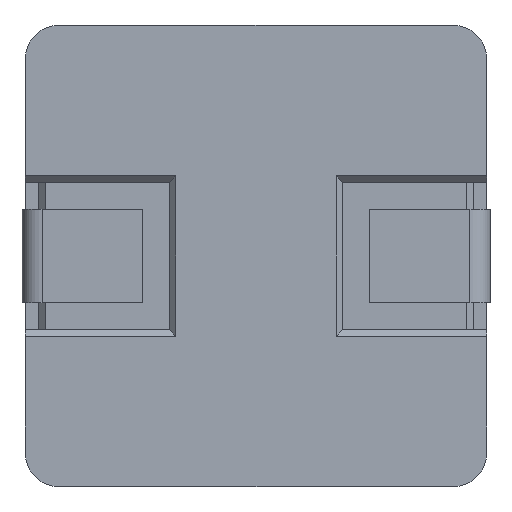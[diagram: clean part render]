
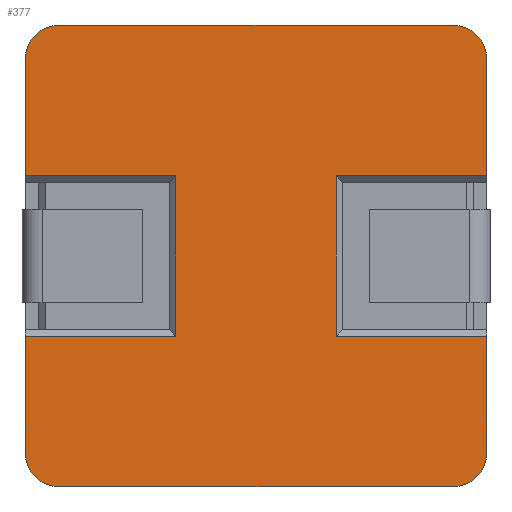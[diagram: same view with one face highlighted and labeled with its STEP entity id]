
A CAD part, front view. The second image highlights one B-rep face of the part: STEP entity #377.
In plain terms, the highlighted planar face has unit normal (0, -1, 0).
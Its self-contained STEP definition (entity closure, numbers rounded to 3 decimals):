
#17 = VERTEX_POINT ( 'NONE', #6842 ) ;
#195 = DIRECTION ( 'NONE',  ( 1., 0., 0. ) ) ;
#204 = DIRECTION ( 'NONE',  ( 0., 0., 1. ) ) ;
#309 = VERTEX_POINT ( 'NONE', #4854 ) ;
#316 = CARTESIAN_POINT ( 'NONE',  ( 0., 0.2, 1.2 ) ) ;
#326 = CARTESIAN_POINT ( 'NONE',  ( -2.95, 0.2, -3.45 ) ) ;
#377 = ADVANCED_FACE ( 'NONE', ( #2118 ), #1120, .F. ) ;
#393 = LINE ( 'NONE', #2682, #531 ) ;
#492 = CARTESIAN_POINT ( 'NONE',  ( -3.45, 0.2, 2.95 ) ) ;
#507 = CARTESIAN_POINT ( 'NONE',  ( -3.45, 0.2, -3.45 ) ) ;
#526 = EDGE_CURVE ( 'NONE', #8561, #8193, #2294, .T. ) ;
#531 = VECTOR ( 'NONE', #1342, 1000. ) ;
#737 = VERTEX_POINT ( 'NONE', #7239 ) ;
#779 = CARTESIAN_POINT ( 'NONE',  ( 3.45, 0.2, -2.95 ) ) ;
#814 = CARTESIAN_POINT ( 'NONE',  ( 3.45, 0.2, 2.95 ) ) ;
#922 = EDGE_CURVE ( 'NONE', #17, #8546, #4833, .T. ) ;
#1022 = VECTOR ( 'NONE', #4955, 1000. ) ;
#1038 = CARTESIAN_POINT ( 'NONE',  ( 3.45, 0.2, 1.2 ) ) ;
#1116 = CARTESIAN_POINT ( 'NONE',  ( 2.95, 0.2, 3.45 ) ) ;
#1120 = PLANE ( 'NONE',  #1168 ) ;
#1160 = CARTESIAN_POINT ( 'NONE',  ( -1.2, 0.2, 0. ) ) ;
#1168 = AXIS2_PLACEMENT_3D ( 'NONE', #7160, #6584, #7953 ) ;
#1290 = EDGE_CURVE ( 'NONE', #2556, #8855, #7912, .T. ) ;
#1306 = EDGE_CURVE ( 'NONE', #8731, #6913, #4651, .T. ) ;
#1329 = CARTESIAN_POINT ( 'NONE',  ( 3.45, 0.2, -3.45 ) ) ;
#1342 = DIRECTION ( 'NONE',  ( 0., 0., -1. ) ) ;
#1367 = CIRCLE ( 'NONE', #3822, 0.5 ) ;
#1472 = CARTESIAN_POINT ( 'NONE',  ( -3.45, 0.2, -2.95 ) ) ;
#1509 = VECTOR ( 'NONE', #4456, 1000. ) ;
#1586 = VERTEX_POINT ( 'NONE', #5532 ) ;
#1624 = VECTOR ( 'NONE', #3364, 1000. ) ;
#1644 = LINE ( 'NONE', #6788, #1624 ) ;
#1679 = LINE ( 'NONE', #6790, #1810 ) ;
#1712 = VERTEX_POINT ( 'NONE', #1038 ) ;
#1715 = VECTOR ( 'NONE', #3884, 1000. ) ;
#1810 = VECTOR ( 'NONE', #3365, 1000. ) ;
#1870 = CARTESIAN_POINT ( 'NONE',  ( -2.95, 0.2, -2.95 ) ) ;
#1966 = ORIENTED_EDGE ( 'NONE', *, *, #5286, .T. ) ;
#2072 = EDGE_CURVE ( 'NONE', #737, #8855, #5474, .T. ) ;
#2118 = FACE_OUTER_BOUND ( 'NONE', #4650, .T. ) ;
#2132 = CARTESIAN_POINT ( 'NONE',  ( 0., 0.2, -1.2 ) ) ;
#2268 = ORIENTED_EDGE ( 'NONE', *, *, #7667, .F. ) ;
#2294 = LINE ( 'NONE', #8400, #2335 ) ;
#2308 = EDGE_CURVE ( 'NONE', #8624, #8546, #8859, .T. ) ;
#2335 = VECTOR ( 'NONE', #8214, 1000. ) ;
#2391 = ORIENTED_EDGE ( 'NONE', *, *, #2308, .F. ) ;
#2392 = VECTOR ( 'NONE', #3585, 1000. ) ;
#2394 = DIRECTION ( 'NONE',  ( 0., -1., 0. ) ) ;
#2441 = ORIENTED_EDGE ( 'NONE', *, *, #922, .T. ) ;
#2556 = VERTEX_POINT ( 'NONE', #5925 ) ;
#2608 = VERTEX_POINT ( 'NONE', #8795 ) ;
#2682 = CARTESIAN_POINT ( 'NONE',  ( 3.45, 0.2, -3.45 ) ) ;
#2727 = CARTESIAN_POINT ( 'NONE',  ( -3.45, 0.2, 1.2 ) ) ;
#2812 = AXIS2_PLACEMENT_3D ( 'NONE', #1870, #5232, #5972 ) ;
#3005 = LINE ( 'NONE', #2132, #6007 ) ;
#3096 = DIRECTION ( 'NONE',  ( 0., 0., 1. ) ) ;
#3229 = DIRECTION ( 'NONE',  ( 0., -1., 0. ) ) ;
#3259 = EDGE_CURVE ( 'NONE', #1586, #6913, #4075, .T. ) ;
#3264 = VERTEX_POINT ( 'NONE', #814 ) ;
#3364 = DIRECTION ( 'NONE',  ( -1., 0., 0. ) ) ;
#3365 = DIRECTION ( 'NONE',  ( -1., 0., 0. ) ) ;
#3585 = DIRECTION ( 'NONE',  ( 1., 0., 0. ) ) ;
#3689 = CARTESIAN_POINT ( 'NONE',  ( -3.45, 0.2, -3.45 ) ) ;
#3744 = CARTESIAN_POINT ( 'NONE',  ( 1.2, 0.2, 1.2 ) ) ;
#3796 = EDGE_CURVE ( 'NONE', #3264, #8660, #1367, .T. ) ;
#3822 = AXIS2_PLACEMENT_3D ( 'NONE', #7146, #2394, #3096 ) ;
#3828 = CARTESIAN_POINT ( 'NONE',  ( 0., 0.2, 3.45 ) ) ;
#3884 = DIRECTION ( 'NONE',  ( 0., 0., -1. ) ) ;
#4042 = EDGE_CURVE ( 'NONE', #2556, #8561, #1679, .T. ) ;
#4075 = LINE ( 'NONE', #4295, #1022 ) ;
#4295 = CARTESIAN_POINT ( 'NONE',  ( 0., 0.2, 1.2 ) ) ;
#4309 = DIRECTION ( 'NONE',  ( 0., 0., -1. ) ) ;
#4331 = ORIENTED_EDGE ( 'NONE', *, *, #1306, .T. ) ;
#4420 = ORIENTED_EDGE ( 'NONE', *, *, #3796, .T. ) ;
#4432 = ORIENTED_EDGE ( 'NONE', *, *, #1290, .F. ) ;
#4448 = ORIENTED_EDGE ( 'NONE', *, *, #4539, .F. ) ;
#4456 = DIRECTION ( 'NONE',  ( 1., 0., 0. ) ) ;
#4510 = EDGE_CURVE ( 'NONE', #17, #309, #3005, .T. ) ;
#4539 = EDGE_CURVE ( 'NONE', #309, #1586, #4856, .T. ) ;
#4650 = EDGE_LOOP ( 'NONE', ( #4432, #5330, #8395, #1966, #2268, #4420, #5648, #8593, #4331, #8439, #4448, #5218, #2441, #2391, #5442, #8529 ) ) ;
#4651 = LINE ( 'NONE', #507, #4687 ) ;
#4687 = VECTOR ( 'NONE', #6189, 1000. ) ;
#4697 = CARTESIAN_POINT ( 'NONE',  ( 2.95, 0.2, -2.95 ) ) ;
#4755 = DIRECTION ( 'NONE',  ( 0., 0., 1. ) ) ;
#4833 = LINE ( 'NONE', #3689, #8184 ) ;
#4854 = CARTESIAN_POINT ( 'NONE',  ( -1.2, 0.2, -1.2 ) ) ;
#4856 = LINE ( 'NONE', #1160, #4876 ) ;
#4876 = VECTOR ( 'NONE', #6633, 1000. ) ;
#4955 = DIRECTION ( 'NONE',  ( -1., 0., 0. ) ) ;
#5218 = ORIENTED_EDGE ( 'NONE', *, *, #4510, .F. ) ;
#5232 = DIRECTION ( 'NONE',  ( 0., 1., 0. ) ) ;
#5286 = EDGE_CURVE ( 'NONE', #8193, #1712, #8547, .T. ) ;
#5330 = ORIENTED_EDGE ( 'NONE', *, *, #4042, .T. ) ;
#5442 = ORIENTED_EDGE ( 'NONE', *, *, #6362, .F. ) ;
#5474 = CIRCLE ( 'NONE', #7719, 0.5 ) ;
#5532 = CARTESIAN_POINT ( 'NONE',  ( -1.2, 0.2, 1.2 ) ) ;
#5648 = ORIENTED_EDGE ( 'NONE', *, *, #6480, .F. ) ;
#5925 = CARTESIAN_POINT ( 'NONE',  ( 3.45, 0.2, -1.2 ) ) ;
#5972 = DIRECTION ( 'NONE',  ( 0., 0., 1. ) ) ;
#6007 = VECTOR ( 'NONE', #195, 1000. ) ;
#6178 = AXIS2_PLACEMENT_3D ( 'NONE', #6388, #8466, #204 ) ;
#6189 = DIRECTION ( 'NONE',  ( 0., 0., -1. ) ) ;
#6210 = CIRCLE ( 'NONE', #6178, 0.5 ) ;
#6362 = EDGE_CURVE ( 'NONE', #737, #8624, #1644, .T. ) ;
#6388 = CARTESIAN_POINT ( 'NONE',  ( -2.95, 0.2, 2.95 ) ) ;
#6480 = EDGE_CURVE ( 'NONE', #2608, #8660, #7479, .T. ) ;
#6584 = DIRECTION ( 'NONE',  ( 0., 1., 0. ) ) ;
#6633 = DIRECTION ( 'NONE',  ( 0., 0., 1. ) ) ;
#6788 = CARTESIAN_POINT ( 'NONE',  ( 0., 0.2, -3.45 ) ) ;
#6790 = CARTESIAN_POINT ( 'NONE',  ( 0., 0.2, -1.2 ) ) ;
#6842 = CARTESIAN_POINT ( 'NONE',  ( -3.45, 0.2, -1.2 ) ) ;
#6913 = VERTEX_POINT ( 'NONE', #2727 ) ;
#7146 = CARTESIAN_POINT ( 'NONE',  ( 2.95, 0.2, 2.95 ) ) ;
#7160 = CARTESIAN_POINT ( 'NONE',  ( 0., 0.2, 0. ) ) ;
#7239 = CARTESIAN_POINT ( 'NONE',  ( 2.95, 0.2, -3.45 ) ) ;
#7479 = LINE ( 'NONE', #3828, #1509 ) ;
#7657 = CARTESIAN_POINT ( 'NONE',  ( 1.2, 0.2, -1.2 ) ) ;
#7667 = EDGE_CURVE ( 'NONE', #3264, #1712, #393, .T. ) ;
#7719 = AXIS2_PLACEMENT_3D ( 'NONE', #4697, #3229, #4755 ) ;
#7912 = LINE ( 'NONE', #1329, #1715 ) ;
#7953 = DIRECTION ( 'NONE',  ( 0., 0., 1. ) ) ;
#7958 = EDGE_CURVE ( 'NONE', #8731, #2608, #6210, .T. ) ;
#8184 = VECTOR ( 'NONE', #4309, 1000. ) ;
#8193 = VERTEX_POINT ( 'NONE', #3744 ) ;
#8214 = DIRECTION ( 'NONE',  ( 0., 0., 1. ) ) ;
#8395 = ORIENTED_EDGE ( 'NONE', *, *, #526, .T. ) ;
#8400 = CARTESIAN_POINT ( 'NONE',  ( 1.2, 0.2, 0. ) ) ;
#8439 = ORIENTED_EDGE ( 'NONE', *, *, #3259, .F. ) ;
#8466 = DIRECTION ( 'NONE',  ( 0., 1., 0. ) ) ;
#8529 = ORIENTED_EDGE ( 'NONE', *, *, #2072, .T. ) ;
#8546 = VERTEX_POINT ( 'NONE', #1472 ) ;
#8547 = LINE ( 'NONE', #316, #2392 ) ;
#8561 = VERTEX_POINT ( 'NONE', #7657 ) ;
#8593 = ORIENTED_EDGE ( 'NONE', *, *, #7958, .F. ) ;
#8624 = VERTEX_POINT ( 'NONE', #326 ) ;
#8660 = VERTEX_POINT ( 'NONE', #1116 ) ;
#8731 = VERTEX_POINT ( 'NONE', #492 ) ;
#8795 = CARTESIAN_POINT ( 'NONE',  ( -2.95, 0.2, 3.45 ) ) ;
#8855 = VERTEX_POINT ( 'NONE', #779 ) ;
#8859 = CIRCLE ( 'NONE', #2812, 0.5 ) ;
